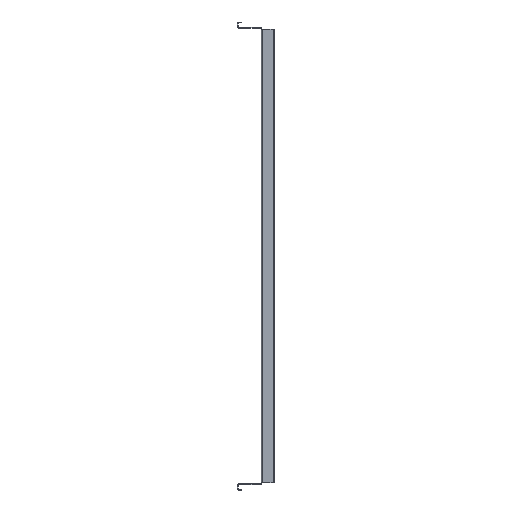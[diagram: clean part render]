
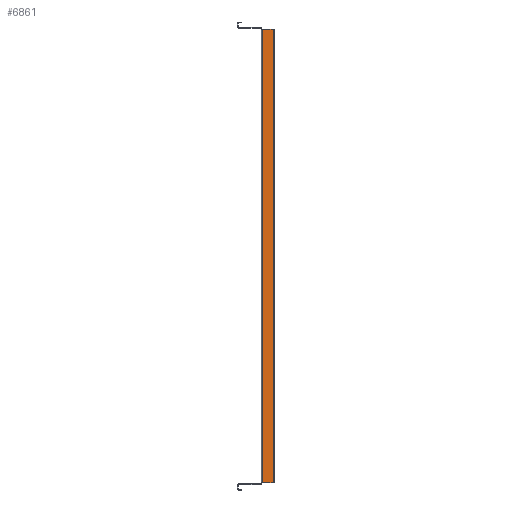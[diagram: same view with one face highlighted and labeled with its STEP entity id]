
A CAD part, left-side view. The second image highlights one B-rep face of the part: STEP entity #6861.
In plain terms, the highlighted planar face has unit normal (-1, 0, 0).
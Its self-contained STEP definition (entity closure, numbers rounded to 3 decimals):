
#347 = LINE ( 'NONE', #29803, #5783 ) ;
#1333 = LINE ( 'NONE', #18897, #24643 ) ;
#1358 = DIRECTION ( 'NONE',  ( 0., 0., -1. ) ) ;
#1671 = LINE ( 'NONE', #18308, #15251 ) ;
#2997 = CARTESIAN_POINT ( 'NONE',  ( -330., 0., -543. ) ) ;
#5783 = VECTOR ( 'NONE', #24729, 1000. ) ;
#5983 = ORIENTED_EDGE ( 'NONE', *, *, #24387, .T. ) ;
#6861 = ADVANCED_FACE ( 'NONE', ( #21063 ), #8731, .T. ) ;
#8731 = PLANE ( 'NONE',  #14406 ) ;
#9303 = ORIENTED_EDGE ( 'NONE', *, *, #30472, .T. ) ;
#10133 = DIRECTION ( 'NONE',  ( 0., -1., 0. ) ) ;
#10139 = CARTESIAN_POINT ( 'NONE',  ( -330., -4., -543. ) ) ;
#10654 = CARTESIAN_POINT ( 'NONE',  ( -330., -4., 543. ) ) ;
#11523 = VERTEX_POINT ( 'NONE', #13099 ) ;
#11625 = DIRECTION ( 'NONE',  ( 0., 1., 0. ) ) ;
#13099 = CARTESIAN_POINT ( 'NONE',  ( -330., -29., -543. ) ) ;
#14092 = CARTESIAN_POINT ( 'NONE',  ( -330., 0., 0. ) ) ;
#14406 = AXIS2_PLACEMENT_3D ( 'NONE', #14092, #18368, #30711 ) ;
#14597 = VECTOR ( 'NONE', #10133, 1000. ) ;
#15251 = VECTOR ( 'NONE', #1358, 1000. ) ;
#16950 = CARTESIAN_POINT ( 'NONE',  ( -330., -29., 543. ) ) ;
#17417 = LINE ( 'NONE', #2997, #14597 ) ;
#18308 = CARTESIAN_POINT ( 'NONE',  ( -330., -4., 0. ) ) ;
#18368 = DIRECTION ( 'NONE',  ( -1., 0., 0. ) ) ;
#18897 = CARTESIAN_POINT ( 'NONE',  ( -330., 0., 543. ) ) ;
#20105 = EDGE_CURVE ( 'NONE', #11523, #23963, #347, .T. ) ;
#21063 = FACE_OUTER_BOUND ( 'NONE', #26846, .T. ) ;
#23572 = VERTEX_POINT ( 'NONE', #10654 ) ;
#23963 = VERTEX_POINT ( 'NONE', #16950 ) ;
#24387 = EDGE_CURVE ( 'NONE', #25676, #11523, #17417, .T. ) ;
#24643 = VECTOR ( 'NONE', #11625, 1000. ) ;
#24729 = DIRECTION ( 'NONE',  ( 0., 0., 1. ) ) ;
#25000 = EDGE_CURVE ( 'NONE', #23963, #23572, #1333, .T. ) ;
#25676 = VERTEX_POINT ( 'NONE', #10139 ) ;
#26586 = ORIENTED_EDGE ( 'NONE', *, *, #25000, .T. ) ;
#26846 = EDGE_LOOP ( 'NONE', ( #5983, #30006, #26586, #9303 ) ) ;
#29803 = CARTESIAN_POINT ( 'NONE',  ( -330., -29., -543. ) ) ;
#30006 = ORIENTED_EDGE ( 'NONE', *, *, #20105, .T. ) ;
#30472 = EDGE_CURVE ( 'NONE', #23572, #25676, #1671, .T. ) ;
#30711 = DIRECTION ( 'NONE',  ( 0., -1., 0. ) ) ;
